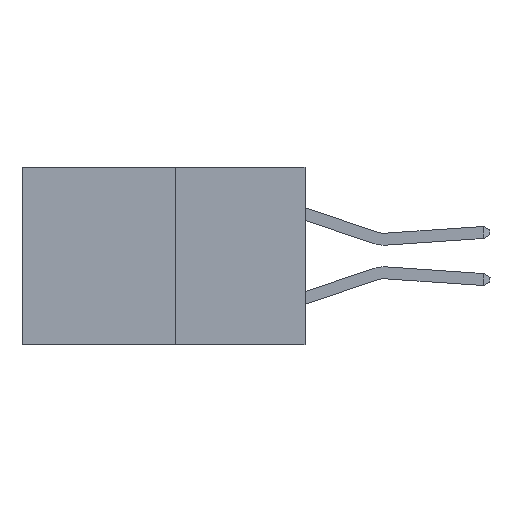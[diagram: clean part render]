
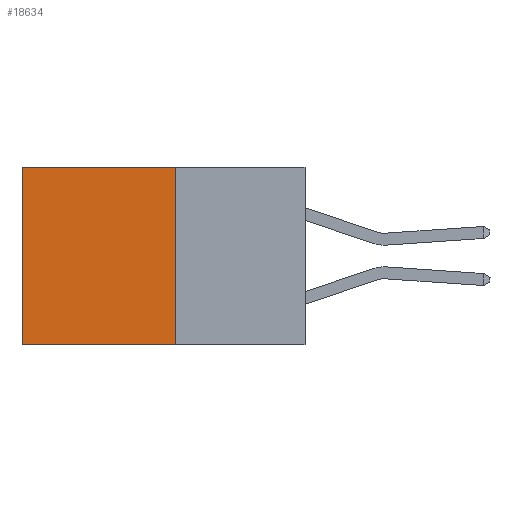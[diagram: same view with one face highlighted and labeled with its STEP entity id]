
A CAD part, left-side view. The second image highlights one B-rep face of the part: STEP entity #18634.
In plain terms, the highlighted planar face has unit normal (-1, 0, 0).
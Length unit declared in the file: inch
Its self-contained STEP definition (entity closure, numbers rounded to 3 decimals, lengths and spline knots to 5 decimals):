
#407 = ORIENTED_EDGE ( 'NONE', *, *, #16651, .T. ) ;
#530 = ORIENTED_EDGE ( 'NONE', *, *, #25733, .T. ) ;
#1529 = CARTESIAN_POINT ( 'NONE',  ( 0.277, 0.27, -0.37 ) ) ;
#1993 = CARTESIAN_POINT ( 'NONE',  ( 0.277, 0.27, -0.37 ) ) ;
#2744 = CARTESIAN_POINT ( 'NONE',  ( 0.277, 0.59, -0.37 ) ) ;
#2907 = VERTEX_POINT ( 'NONE', #23372 ) ;
#4052 = LINE ( 'NONE', #1993, #9054 ) ;
#5206 = DIRECTION ( 'NONE',  ( 0., 1., 0. ) ) ;
#5444 = LINE ( 'NONE', #2744, #17587 ) ;
#8893 = EDGE_LOOP ( 'NONE', ( #530, #24501, #19158, #407 ) ) ;
#9054 = VECTOR ( 'NONE', #28091, 39.37008 ) ;
#11349 = DIRECTION ( 'NONE',  ( 0., 0., -1. ) ) ;
#14009 = CARTESIAN_POINT ( 'NONE',  ( 0.277, 0.27, -0.37 ) ) ;
#14989 = CARTESIAN_POINT ( 'NONE',  ( 0.277, 0.27, -0.37 ) ) ;
#16651 = EDGE_CURVE ( 'NONE', #17875, #25356, #30256, .T. ) ;
#17587 = VECTOR ( 'NONE', #26419, 39.37008 ) ;
#17875 = VERTEX_POINT ( 'NONE', #18116 ) ;
#18095 = EDGE_CURVE ( 'NONE', #17875, #20899, #4052, .T. ) ;
#18116 = CARTESIAN_POINT ( 'NONE',  ( 0.277, 0.27, 0. ) ) ;
#18472 = DIRECTION ( 'NONE',  ( 0., 1., 0. ) ) ;
#18634 = ADVANCED_FACE ( 'NONE', ( #24906 ), #27562, .F. ) ;
#19158 = ORIENTED_EDGE ( 'NONE', *, *, #18095, .F. ) ;
#20604 = LINE ( 'NONE', #14989, #25963 ) ;
#20716 = CARTESIAN_POINT ( 'NONE',  ( 0.277, 0.59, 0. ) ) ;
#20899 = VERTEX_POINT ( 'NONE', #14009 ) ;
#21842 = EDGE_CURVE ( 'NONE', #20899, #2907, #20604, .T. ) ;
#22587 = AXIS2_PLACEMENT_3D ( 'NONE', #1529, #25409, #11349 ) ;
#23372 = CARTESIAN_POINT ( 'NONE',  ( 0.277, 0.59, -0.37 ) ) ;
#24283 = VECTOR ( 'NONE', #18472, 39.37008 ) ;
#24501 = ORIENTED_EDGE ( 'NONE', *, *, #21842, .F. ) ;
#24906 = FACE_OUTER_BOUND ( 'NONE', #8893, .T. ) ;
#25356 = VERTEX_POINT ( 'NONE', #20716 ) ;
#25409 = DIRECTION ( 'NONE',  ( 1., 0., 0. ) ) ;
#25733 = EDGE_CURVE ( 'NONE', #25356, #2907, #5444, .T. ) ;
#25963 = VECTOR ( 'NONE', #5206, 39.37008 ) ;
#26419 = DIRECTION ( 'NONE',  ( 0., 0., -1. ) ) ;
#27554 = CARTESIAN_POINT ( 'NONE',  ( 0.277, 0.27, 0. ) ) ;
#27562 = PLANE ( 'NONE',  #22587 ) ;
#28091 = DIRECTION ( 'NONE',  ( 0., 0., -1. ) ) ;
#30256 = LINE ( 'NONE', #27554, #24283 ) ;
